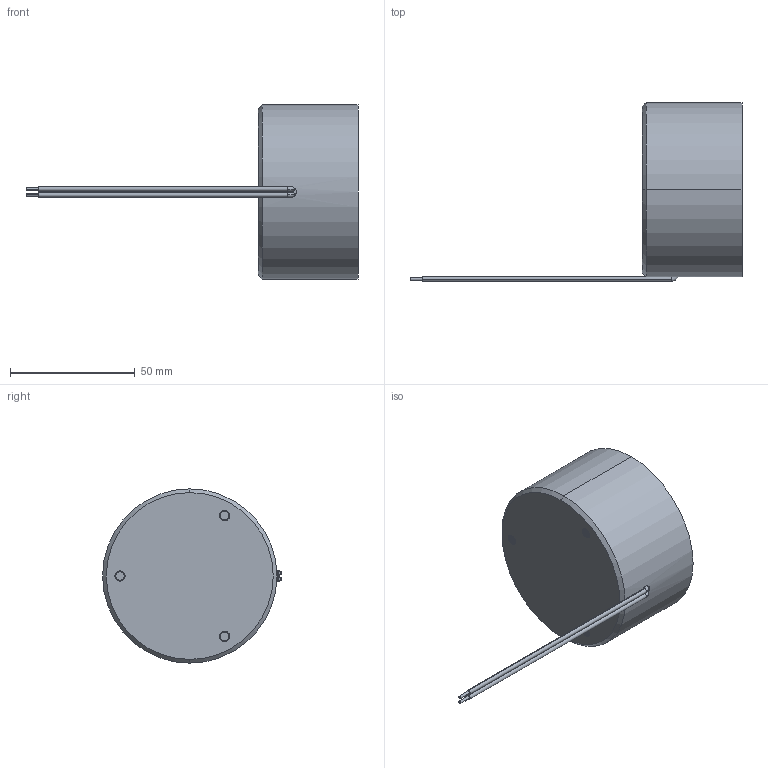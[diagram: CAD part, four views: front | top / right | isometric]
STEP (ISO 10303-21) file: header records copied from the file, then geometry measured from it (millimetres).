
FILE_DESCRIPTION (( 'STEP AP203' ), '1' );
FILE_NAME ('ET7040.STEP', '2023-06-16T09:16:32', ( '' ), ( '' ), 'SwSTEP 2.0', 'SolidWorks 2022', '' );
FILE_SCHEMA (( 'CONFIG_CONTROL_DESIGN' ));
Length unit declared in the file: millimetre
Products named in the file (5): ET7040; ET7040線圈組標準品.STEP; ET7040灌膠.STEP; ET7040.STEP; BD08410R.STEP
Assembly tree (4 placements, depth 3):
  ET7040
    ET7040.STEP
      BD08410R.STEP
      ET7040線圈組標準品.STEP
      ET7040灌膠.STEP
Bounding box: 133.3 x 71.8 x 70 mm (x, y, z)
Volume: 181525.4 mm3; surface area: 52214.9 mm2
Topology: 3 solids, 3 shells, 280 faces, 670 edges, 406 vertices
Faces by surface type: cone 146, cylinder 108, plane 20, torus 6
Entity records: 8988 total; most frequent: CARTESIAN_POINT 1643, DIRECTION 1634, ORIENTED_EDGE 1340, AXIS2_PLACEMENT_3D 684, EDGE_CURVE 670, VERTEX_POINT 406, CIRCLE 396, EDGE_LOOP 302
